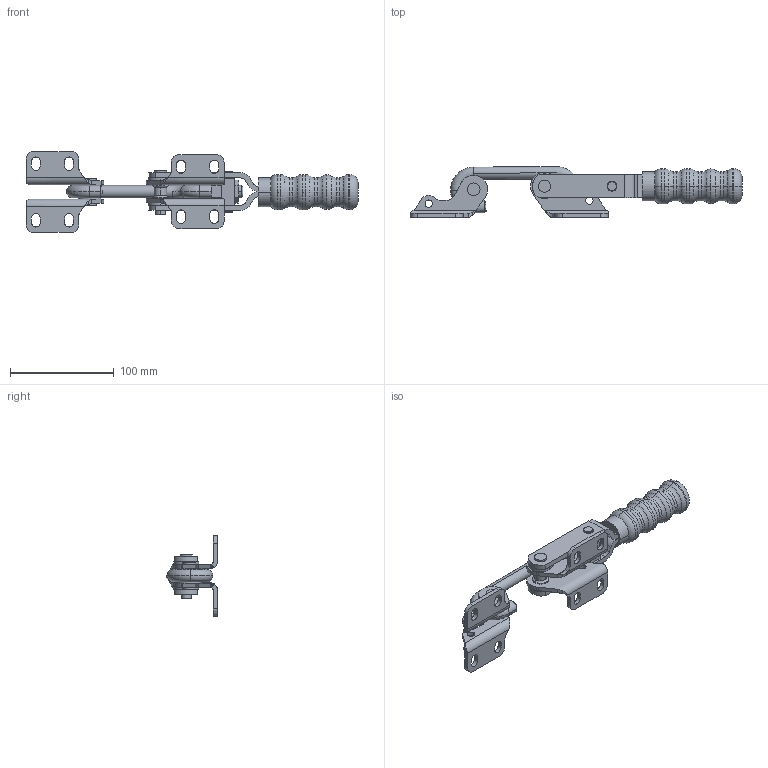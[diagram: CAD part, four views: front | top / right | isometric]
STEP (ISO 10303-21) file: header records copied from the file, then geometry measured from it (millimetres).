
FILE_DESCRIPTION( ( '' ), '1' );
FILE_NAME( 'lh700_2_03.stp', '2008-05-12T08:50:47', ( '' ), ( '' ), ' ', ' ', ' ' );
FILE_SCHEMA( ( 'CONFIG_CONTROL_DESIGN' ) );
Length unit declared in the file: millimetre
Products named in the file (5): 1; 2; 3; 4; 5
Bounding box: 320.11 x 49.09 x 78.07 mm (x, y, z)
Volume: 181920.3 mm3; surface area: 75893.3 mm2
Topology: 5 solids, 5 shells, 370 faces, 971 edges, 637 vertices
Faces by surface type: cylinder 173, plane 131, torus 46, cone 20
Entity records: 12419 total; most frequent: CARTESIAN_POINT 2711, DIRECTION 2119, ORIENTED_EDGE 1942, EDGE_CURVE 971, AXIS2_PLACEMENT_3D 847, VERTEX_POINT 637, CIRCLE 444, EDGE_LOOP 428
